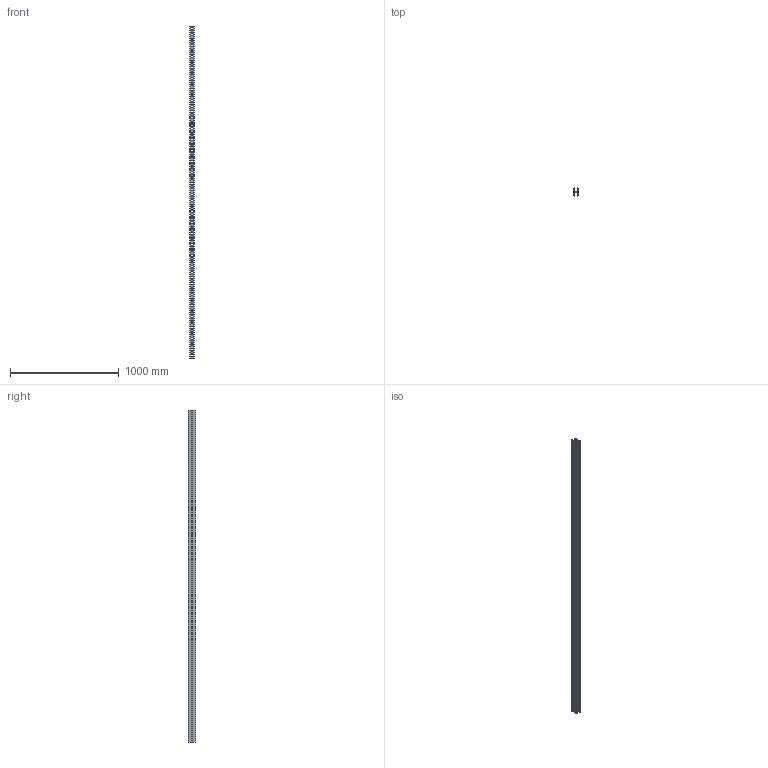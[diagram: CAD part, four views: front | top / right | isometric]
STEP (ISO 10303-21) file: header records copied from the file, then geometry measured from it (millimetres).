
FILE_DESCRIPTION(('TurboCAD Mac Pro'),'Build 980');
FILE_NAME('P3001T.stp',' ',(''),(''),'ACIS Interop','IMSI','TurboCAD Mac Pro BY IMSI, INCORPORATED');
FILE_SCHEMA(('automotive_design'));
Length unit declared in the file: inch
Products named in the file (2): 1; 2
Bounding box: 41.27 x 69.91 x 3048 mm (x, y, z)
Volume: 1851204.9 mm3; surface area: 1438563.9 mm2
Topology: 2 solids, 2 shells, 784 faces, 2340 edges, 1560 vertices
Faces by surface type: bspline 512, plane 272
Entity records: 47355 total; most frequent: CARTESIAN_POINT 11342, ORIENTED_EDGE 4680, STYLED_ITEM 3126, PRESENTATION_STYLE_ASSIGNMENT 3126, COLOUR_RGB 3126, EDGE_CURVE 2340, CURVE_STYLE 2340, DRAUGHTING_PRE_DEFINED_CURVE_FONT 2340
